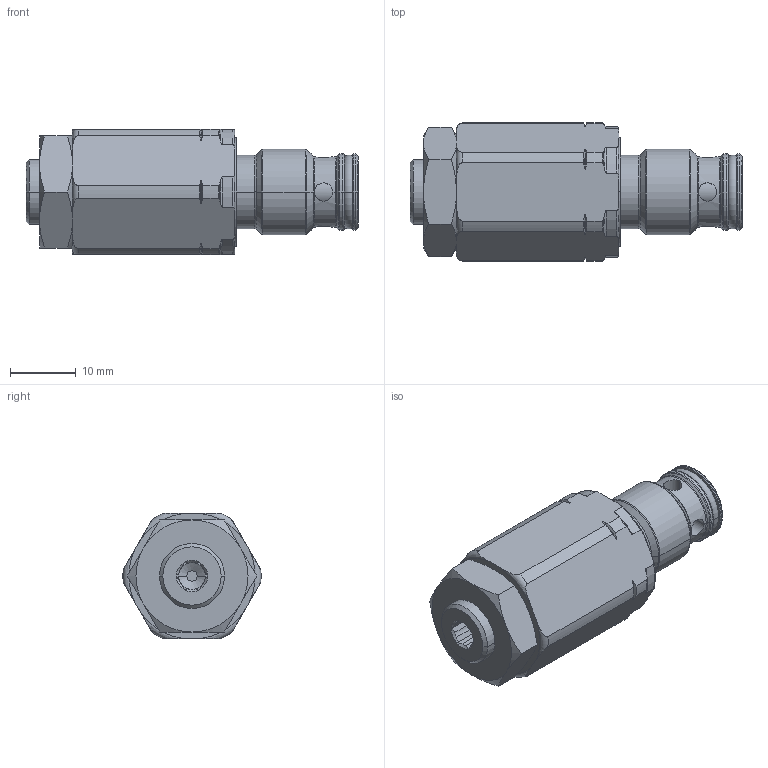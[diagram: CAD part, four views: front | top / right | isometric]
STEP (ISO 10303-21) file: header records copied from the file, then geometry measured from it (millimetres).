
FILE_DESCRIPTION((''),'2;1');
FILE_NAME('ILCM47044352','2018-09-07T',('act'),(''),'PRO/ENGINEER BY PARAMETRIC TECHNOLOGY CORPORATION, 2013320','PRO/ENGINEER BY PARAMETRIC TECHNOLOGY CORPORATION, 2013320','');
FILE_SCHEMA(('AUTOMOTIVE_DESIGN { 1 0 10303 214 1 1 1 1 }'));
Length unit declared in the file: millimetre
Products named in the file (1): ILCM47044352
Bounding box: 50.38 x 20.95 x 19 mm (x, y, z)
Volume: 10871 mm3; surface area: 3724.3 mm2
Topology: 1 solids, 1 shells, 217 faces, 552 edges, 346 vertices
Faces by surface type: torus 68, cylinder 56, cone 52, plane 41
Entity records: 11120 total; most frequent: CARTESIAN_POINT 4583, ORIENTED_EDGE 1104, DIRECTION 1054, EDGE_CURVE 552, AXIS2_PLACEMENT_3D 457, VERTEX_POINT 346, CIRCLE 240, EDGE_LOOP 226
